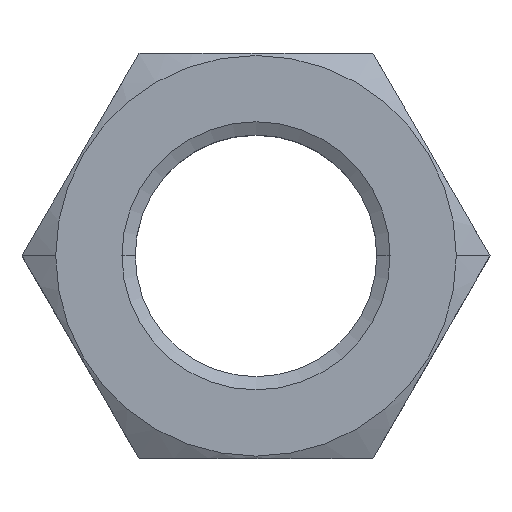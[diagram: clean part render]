
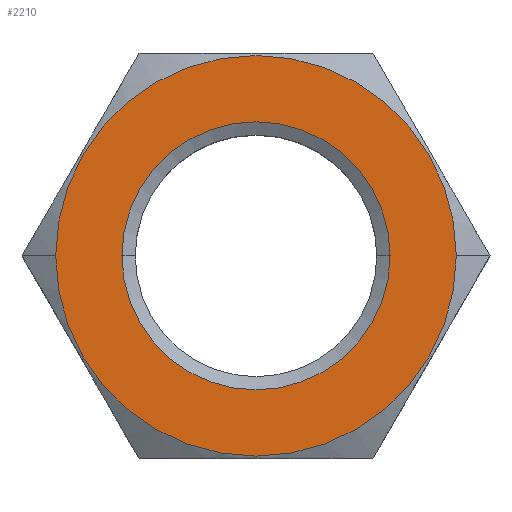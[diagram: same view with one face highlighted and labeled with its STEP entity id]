
A CAD part, top view. The second image highlights one B-rep face of the part: STEP entity #2210.
In plain terms, the highlighted planar face has unit normal (0, 0, 1).
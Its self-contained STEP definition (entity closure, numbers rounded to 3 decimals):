
#104 = FACE_BOUND ( 'NONE', #2136, .T. ) ;
#193 = CARTESIAN_POINT ( 'NONE',  ( 32.125, 0., 0. ) ) ;
#379 = CARTESIAN_POINT ( 'NONE',  ( 0., 0., 0. ) ) ;
#402 = CIRCLE ( 'NONE', #933, 21.501 ) ;
#479 = DIRECTION ( 'NONE',  ( 0., 0., -1. ) ) ;
#489 = AXIS2_PLACEMENT_3D ( 'NONE', #1079, #1336, #633 ) ;
#508 = EDGE_LOOP ( 'NONE', ( #2219, #2954 ) ) ;
#509 = DIRECTION ( 'NONE',  ( 0., 0., -1. ) ) ;
#579 = DIRECTION ( 'NONE',  ( -1., 0., 0. ) ) ;
#633 = DIRECTION ( 'NONE',  ( 1., 0., 0. ) ) ;
#692 = CIRCLE ( 'NONE', #2466, 21.501 ) ;
#848 = DIRECTION ( 'NONE',  ( 0., 0., -1. ) ) ;
#851 = FACE_OUTER_BOUND ( 'NONE', #508, .T. ) ;
#933 = AXIS2_PLACEMENT_3D ( 'NONE', #1932, #479, #1364 ) ;
#1079 = CARTESIAN_POINT ( 'NONE',  ( 18.764, -32.5, 0. ) ) ;
#1085 = EDGE_CURVE ( 'NONE', #2703, #1800, #1164, .T. ) ;
#1123 = DIRECTION ( 'NONE',  ( -1., 0., 0. ) ) ;
#1164 = CIRCLE ( 'NONE', #2705, 32.125 ) ;
#1336 = DIRECTION ( 'NONE',  ( 0., 0., 1. ) ) ;
#1364 = DIRECTION ( 'NONE',  ( 1., 0., 0. ) ) ;
#1448 = DIRECTION ( 'NONE',  ( 0., 0., -1. ) ) ;
#1509 = VERTEX_POINT ( 'NONE', #1730 ) ;
#1589 = EDGE_CURVE ( 'NONE', #1800, #2703, #2131, .T. ) ;
#1606 = VERTEX_POINT ( 'NONE', #3023 ) ;
#1647 = CARTESIAN_POINT ( 'NONE',  ( -32.125, 0., 0. ) ) ;
#1730 = CARTESIAN_POINT ( 'NONE',  ( 21.501, 0., 0. ) ) ;
#1800 = VERTEX_POINT ( 'NONE', #193 ) ;
#1893 = ORIENTED_EDGE ( 'NONE', *, *, #2868, .T. ) ;
#1931 = AXIS2_PLACEMENT_3D ( 'NONE', #2986, #848, #1123 ) ;
#1932 = CARTESIAN_POINT ( 'NONE',  ( 0., 0., 0. ) ) ;
#2077 = ORIENTED_EDGE ( 'NONE', *, *, #2433, .T. ) ;
#2131 = CIRCLE ( 'NONE', #1931, 32.125 ) ;
#2136 = EDGE_LOOP ( 'NONE', ( #2077, #1893 ) ) ;
#2210 = ADVANCED_FACE ( 'NONE', ( #104, #851 ), #2491, .T. ) ;
#2219 = ORIENTED_EDGE ( 'NONE', *, *, #1085, .F. ) ;
#2288 = DIRECTION ( 'NONE',  ( 1., 0., 0. ) ) ;
#2433 = EDGE_CURVE ( 'NONE', #1509, #1606, #692, .T. ) ;
#2466 = AXIS2_PLACEMENT_3D ( 'NONE', #2691, #1448, #2288 ) ;
#2491 = PLANE ( 'NONE',  #489 ) ;
#2691 = CARTESIAN_POINT ( 'NONE',  ( 0., 0., 0. ) ) ;
#2703 = VERTEX_POINT ( 'NONE', #1647 ) ;
#2705 = AXIS2_PLACEMENT_3D ( 'NONE', #379, #509, #579 ) ;
#2868 = EDGE_CURVE ( 'NONE', #1606, #1509, #402, .T. ) ;
#2954 = ORIENTED_EDGE ( 'NONE', *, *, #1589, .F. ) ;
#2986 = CARTESIAN_POINT ( 'NONE',  ( 0., 0., 0. ) ) ;
#3023 = CARTESIAN_POINT ( 'NONE',  ( -21.501, 0., 0. ) ) ;
